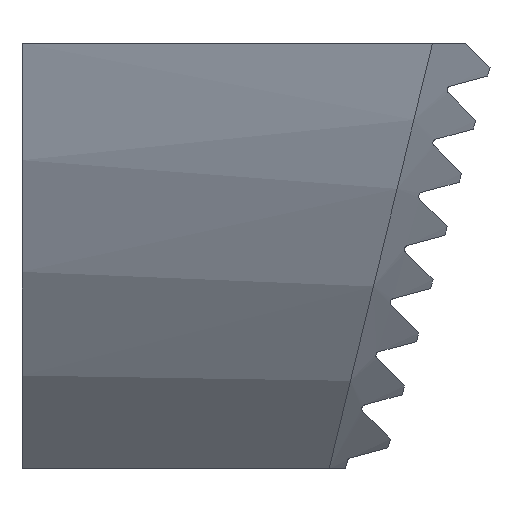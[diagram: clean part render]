
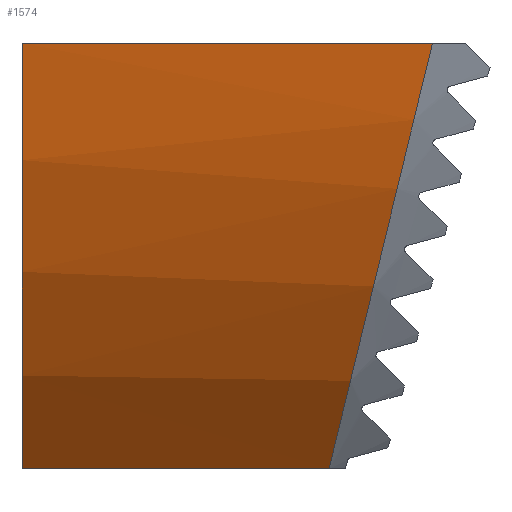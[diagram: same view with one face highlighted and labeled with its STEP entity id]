
A CAD part, left-side view. The second image highlights one B-rep face of the part: STEP entity #1574.
In plain terms, the highlighted cylindrical face has radius 40 mm (diameter 80 mm), a partial arc.
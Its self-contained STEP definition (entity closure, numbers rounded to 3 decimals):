
#48 = CARTESIAN_POINT ( 'NONE',  ( -19.272, -17.736, -11.497 ) ) ;
#64 = CARTESIAN_POINT ( 'NONE',  ( -12.447, -15.357, -21.3 ) ) ;
#99 = ORIENTED_EDGE ( 'NONE', *, *, #906, .F. ) ;
#111 = CARTESIAN_POINT ( 'NONE',  ( 16.6, 0., 6.2 ) ) ;
#117 = AXIS2_PLACEMENT_3D ( 'NONE', #111, #955, #1771 ) ;
#125 = ORIENTED_EDGE ( 'NONE', *, *, #1273, .T. ) ;
#202 = CARTESIAN_POINT ( 'NONE',  ( -16.687, -16.642, -16.004 ) ) ;
#231 = EDGE_CURVE ( 'NONE', #1162, #1684, #1366, .T. ) ;
#233 = AXIS2_PLACEMENT_3D ( 'NONE', #876, #1743, #239 ) ;
#239 = DIRECTION ( 'NONE',  ( 0., 0., 1. ) ) ;
#253 = CARTESIAN_POINT ( 'NONE',  ( -20.771, -18.536, -8.202 ) ) ;
#366 = CARTESIAN_POINT ( 'NONE',  ( -12.447, -15.357, -21.3 ) ) ;
#404 = DIRECTION ( 'NONE',  ( 0., 1., 0. ) ) ;
#425 = CYLINDRICAL_SURFACE ( 'NONE', #233, 40. ) ;
#437 = CARTESIAN_POINT ( 'NONE',  ( -22.917, 0., 0. ) ) ;
#461 = FACE_OUTER_BOUND ( 'NONE', #946, .T. ) ;
#470 = VECTOR ( 'NONE', #404, 1000. ) ;
#522 = CARTESIAN_POINT ( 'NONE',  ( -19.283, -17.741, -11.475 ) ) ;
#554 = B_SPLINE_CURVE_WITH_KNOTS ( 'NONE', 3,
 ( #64, #1436, #1457, #202, #1331, #1313, #758, #1569, #1192, #967, #608, #791, #48, #522, #903, #1721, #657, #253, #1176, #827, #1767 ),
 .UNSPECIFIED., .F., .F.,
 ( 4, 2, 2, 2, 1, 1, 1, 1, 1, 2, 2, 2, 4 ),
 ( 0., 0.25, 0.375, 0.437, 0.469, 0.484, 0.492, 0.496, 0.498, 0.499, 0.5, 0.75, 1. ),
 .UNSPECIFIED. ) ;
#579 = CARTESIAN_POINT ( 'NONE',  ( -12.447, 0., -21.3 ) ) ;
#608 = CARTESIAN_POINT ( 'NONE',  ( -19.193, -17.697, -11.656 ) ) ;
#639 = ORIENTED_EDGE ( 'NONE', *, *, #231, .F. ) ;
#657 = CARTESIAN_POINT ( 'NONE',  ( -20.049, -18.119, -9.916 ) ) ;
#739 = VERTEX_POINT ( 'NONE', #366 ) ;
#758 = CARTESIAN_POINT ( 'NONE',  ( -18.306, -17.288, -13.341 ) ) ;
#791 = CARTESIAN_POINT ( 'NONE',  ( -19.246, -17.723, -11.55 ) ) ;
#827 = CARTESIAN_POINT ( 'NONE',  ( -22.558, -19.97, -2.285 ) ) ;
#865 = LINE ( 'NONE', #1621, #470 ) ;
#876 = CARTESIAN_POINT ( 'NONE',  ( 16.6, -24., 6.2 ) ) ;
#903 = CARTESIAN_POINT ( 'NONE',  ( -19.291, -17.745, -11.459 ) ) ;
#906 = EDGE_CURVE ( 'NONE', #739, #1162, #865, .T. ) ;
#913 = EDGE_CURVE ( 'NONE', #739, #1751, #554, .T. ) ;
#946 = EDGE_LOOP ( 'NONE', ( #99, #973, #125, #639 ) ) ;
#955 = DIRECTION ( 'NONE',  ( 0., 1., 0. ) ) ;
#967 = CARTESIAN_POINT ( 'NONE',  ( -19.088, -17.646, -11.867 ) ) ;
#973 = ORIENTED_EDGE ( 'NONE', *, *, #913, .T. ) ;
#984 = DIRECTION ( 'NONE',  ( 0., 1., 0. ) ) ;
#1162 = VERTEX_POINT ( 'NONE', #579 ) ;
#1176 = CARTESIAN_POINT ( 'NONE',  ( -22.026, -19.461, -4.387 ) ) ;
#1192 = CARTESIAN_POINT ( 'NONE',  ( -18.874, -17.544, -12.287 ) ) ;
#1273 = EDGE_CURVE ( 'NONE', #1751, #1684, #1371, .T. ) ;
#1313 = CARTESIAN_POINT ( 'NONE',  ( -18.045, -17.177, -13.799 ) ) ;
#1331 = CARTESIAN_POINT ( 'NONE',  ( -17.245, -16.851, -15.145 ) ) ;
#1366 = CIRCLE ( 'NONE', #117, 40. ) ;
#1371 = LINE ( 'NONE', #1653, #1703 ) ;
#1436 = CARTESIAN_POINT ( 'NONE',  ( -13.719, -15.682, -19.956 ) ) ;
#1457 = CARTESIAN_POINT ( 'NONE',  ( -14.953, -16.044, -18.467 ) ) ;
#1569 = CARTESIAN_POINT ( 'NONE',  ( -18.686, -17.458, -12.641 ) ) ;
#1574 = ADVANCED_FACE ( 'NONE', ( #461 ), #425, .T. ) ;
#1621 = CARTESIAN_POINT ( 'NONE',  ( -12.447, -24., -21.3 ) ) ;
#1628 = CARTESIAN_POINT ( 'NONE',  ( -22.917, -20.525, 0. ) ) ;
#1653 = CARTESIAN_POINT ( 'NONE',  ( -22.917, -24., 0. ) ) ;
#1684 = VERTEX_POINT ( 'NONE', #437 ) ;
#1703 = VECTOR ( 'NONE', #984, 1000. ) ;
#1721 = CARTESIAN_POINT ( 'NONE',  ( -19.295, -17.747, -11.45 ) ) ;
#1743 = DIRECTION ( 'NONE',  ( 0., 1., 0. ) ) ;
#1751 = VERTEX_POINT ( 'NONE', #1628 ) ;
#1767 = CARTESIAN_POINT ( 'NONE',  ( -22.917, -20.525, 0. ) ) ;
#1771 = DIRECTION ( 'NONE',  ( 0., 0., 1. ) ) ;
